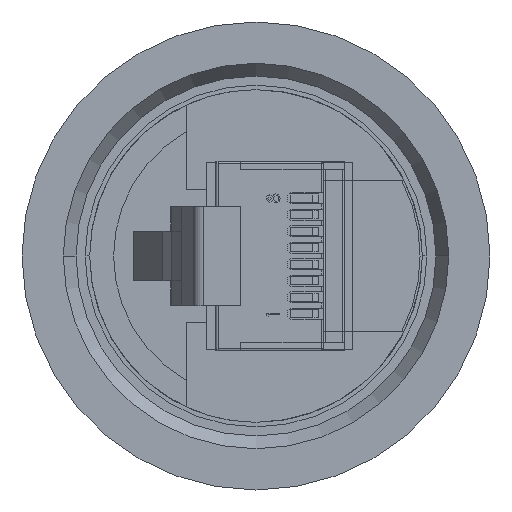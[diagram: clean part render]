
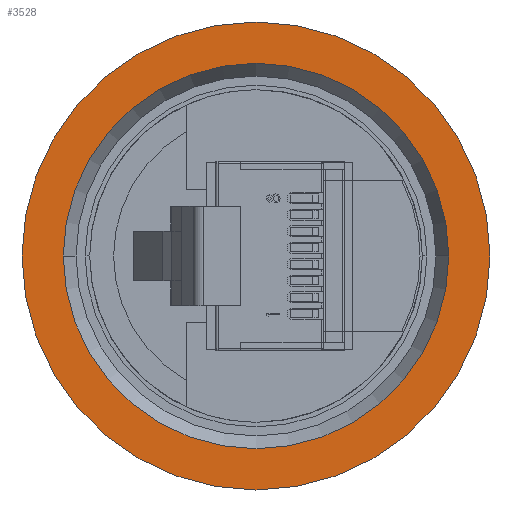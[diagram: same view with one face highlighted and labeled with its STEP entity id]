
A CAD part, left-side view. The second image highlights one B-rep face of the part: STEP entity #3528.
In plain terms, the highlighted face is planar.
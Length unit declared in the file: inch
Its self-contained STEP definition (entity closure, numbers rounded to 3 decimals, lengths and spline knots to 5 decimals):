
#2939 = EDGE_CURVE ( 'NONE', #2968, #2966, #12893, .T. ) ;
#2966 = VERTEX_POINT ( 'NONE', #12966 ) ;
#2968 = VERTEX_POINT ( 'NONE', #12965 ) ;
#3115 = VERTEX_POINT ( 'NONE', #13344 ) ;
#3117 = EDGE_CURVE ( 'NONE', #3115, #3118, #13384, .T. ) ;
#3118 = VERTEX_POINT ( 'NONE', #13379 ) ;
#3181 = EDGE_CURVE ( 'NONE', #3118, #3115, #13461, .T. ) ;
#3527 = EDGE_CURVE ( 'NONE', #2966, #2968, #14272, .T. ) ;
#3528 = ADVANCED_FACE ( 'NONE', ( #14256, #14255 ), #14254, .F. ) ;
#3529 = EDGE_LOOP ( 'NONE', ( #3530, #3531 ) ) ;
#3530 = ORIENTED_EDGE ( 'NONE', *, *, #3181, .F. ) ;
#3531 = ORIENTED_EDGE ( 'NONE', *, *, #3117, .F. ) ;
#3532 = EDGE_LOOP ( 'NONE', ( #3590, #3591 ) ) ;
#3590 = ORIENTED_EDGE ( 'NONE', *, *, #2939, .T. ) ;
#3591 = ORIENTED_EDGE ( 'NONE', *, *, #3527, .T. ) ;
#12846 = CARTESIAN_POINT ( 'NONE',  ( 0., 0.345, 0. ) ) ;
#12890 = DIRECTION ( 'NONE',  ( 0., 0., 1. ) ) ;
#12891 = DIRECTION ( 'NONE',  ( 0., 1., 0. ) ) ;
#12892 = AXIS2_PLACEMENT_3D ( 'NONE', #12846, #12891, #12890 ) ;
#12893 = CIRCLE ( 'NONE', #12892, 0.567 ) ;
#12965 = CARTESIAN_POINT ( 'NONE',  ( 0., 0.345, 0.567 ) ) ;
#12966 = CARTESIAN_POINT ( 'NONE',  ( 0., 0.345, -0.567 ) ) ;
#13344 = CARTESIAN_POINT ( 'NONE',  ( 0., 0.345, -0.467 ) ) ;
#13379 = CARTESIAN_POINT ( 'NONE',  ( 0., 0.345, 0.467 ) ) ;
#13380 = DIRECTION ( 'NONE',  ( 0., 0., 1. ) ) ;
#13381 = DIRECTION ( 'NONE',  ( 0., 1., 0. ) ) ;
#13382 = CARTESIAN_POINT ( 'NONE',  ( 0., 0.345, 0. ) ) ;
#13383 = AXIS2_PLACEMENT_3D ( 'NONE', #13382, #13381, #13380 ) ;
#13384 = CIRCLE ( 'NONE', #13383, 0.467 ) ;
#13460 = AXIS2_PLACEMENT_3D ( 'NONE', #13522, #13521, #13520 ) ;
#13461 = CIRCLE ( 'NONE', #13460, 0.467 ) ;
#13520 = DIRECTION ( 'NONE',  ( 0., 0., 1. ) ) ;
#13521 = DIRECTION ( 'NONE',  ( 0., 1., 0. ) ) ;
#13522 = CARTESIAN_POINT ( 'NONE',  ( 0., 0.345, 0. ) ) ;
#14208 = CARTESIAN_POINT ( 'NONE',  ( 0., 0.345, 0. ) ) ;
#14250 = DIRECTION ( 'NONE',  ( 0., 0., -1. ) ) ;
#14251 = DIRECTION ( 'NONE',  ( 0., -1., 0. ) ) ;
#14252 = CARTESIAN_POINT ( 'NONE',  ( 0., 0.345, -0.467 ) ) ;
#14253 = AXIS2_PLACEMENT_3D ( 'NONE', #14252, #14251, #14250 ) ;
#14254 = PLANE ( 'NONE',  #14253 ) ;
#14255 = FACE_OUTER_BOUND ( 'NONE', #3532, .T. ) ;
#14256 = FACE_BOUND ( 'NONE', #3529, .T. ) ;
#14257 = DIRECTION ( 'NONE',  ( 0., 0., 1. ) ) ;
#14258 = DIRECTION ( 'NONE',  ( 0., 1., 0. ) ) ;
#14259 = AXIS2_PLACEMENT_3D ( 'NONE', #14208, #14258, #14257 ) ;
#14272 = CIRCLE ( 'NONE', #14259, 0.567 ) ;
